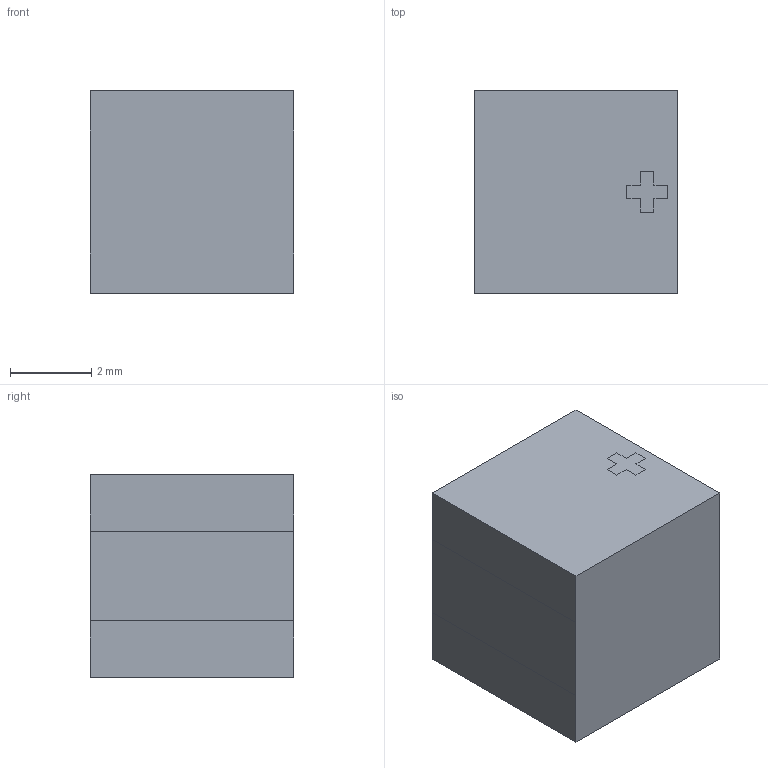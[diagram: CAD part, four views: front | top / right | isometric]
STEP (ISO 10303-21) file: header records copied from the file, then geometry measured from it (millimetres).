
FILE_DESCRIPTION (( 'STEP AP214' ), '1' );
FILE_NAME ('PA4FL.STEP', '2021-11-29T08:25:14', ( '' ), ( '' ), 'SwSTEP 2.0', 'SolidWorks 2019', '' );
FILE_SCHEMA (( 'AUTOMOTIVE_DESIGN' ));
Length unit declared in the file: millimetre
Products named in the file (1): PA4FL
Bounding box: 5 x 5 x 5 mm (x, y, z)
Volume: 125 mm3; surface area: 150 mm2
Topology: 1 solids, 1 shells, 11 faces, 36 edges, 28 vertices
Faces by surface type: plane 11
Entity records: 473 total; most frequent: CARTESIAN_POINT 76, ORIENTED_EDGE 72, DIRECTION 60, EDGE_CURVE 36, LINE 36, VECTOR 36, VERTEX_POINT 28, AXIS2_PLACEMENT_3D 12
